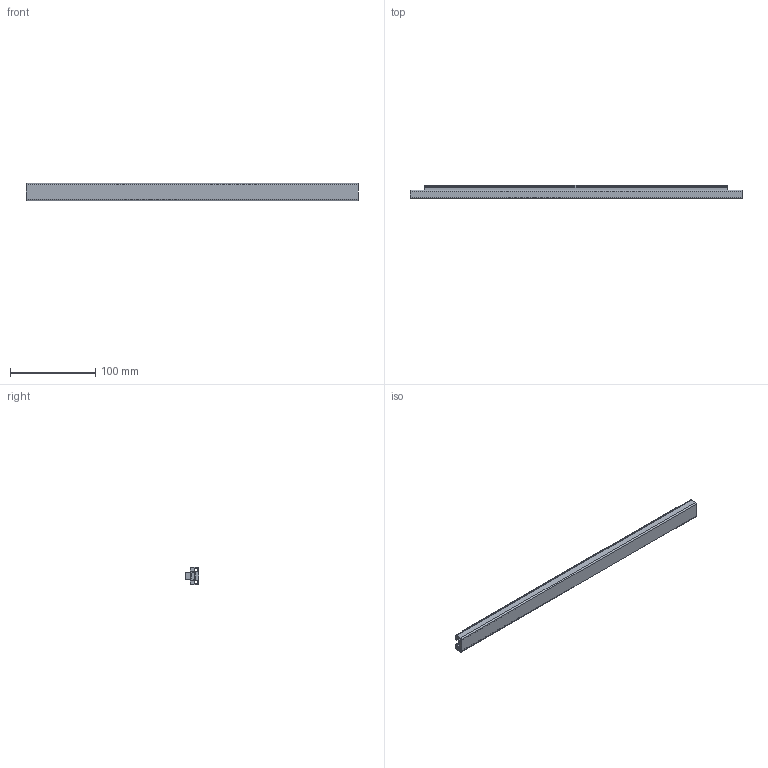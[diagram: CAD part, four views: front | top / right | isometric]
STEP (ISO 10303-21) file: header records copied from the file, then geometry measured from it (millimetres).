
FILE_DESCRIPTION(('FreeCAD Model'),'2;1');
FILE_NAME('Open CASCADE Shape Model','2025-10-20T07:50:36',(''),(''), 'Open CASCADE STEP processor 7.8','FreeCAD','Unknown');
FILE_SCHEMA(('AUTOMOTIVE_DESIGN { 1 0 10303 214 1 1 1 1 }'));
Length unit declared in the file: millimetre
Products named in the file (14): X轴线轨; 铝型材1020; 线轨组件001; MGN9线轨001; 内六角平圆头螺钉M3×009; 内六角平圆头螺钉M3×010; 内六角平圆头螺钉M3×011; T型螺母_欧标20型M044; T型螺母_欧标20型M045; T型螺母_欧标20型M046; T型螺母_欧标20型M047; 内六角平圆头螺钉M3×012; T型螺母_欧标20型M048; 内六角平圆头螺钉M3×013
Assembly tree (13 placements, depth 3):
  X轴线轨
    铝型材1020
    线轨组件001
      MGN9线轨001
      内六角平圆头螺钉M3×009
      内六角平圆头螺钉M3×010
      内六角平圆头螺钉M3×011
      T型螺母_欧标20型M044
      T型螺母_欧标20型M045
      T型螺母_欧标20型M046
      T型螺母_欧标20型M047
      内六角平圆头螺钉M3×012
      T型螺母_欧标20型M048
      内六角平圆头螺钉M3×013
Bounding box: 390 x 16 x 20 mm (x, y, z)
Volume: 64932 mm3; surface area: 53847.6 mm2
Topology: 12 solids, 12 shells, 446 faces, 1092 edges, 698 vertices
Faces by surface type: cylinder 200, plane 156, torus 60, sphere 10, cone 10, bspline 10
Entity records: 13890 total; most frequent: CARTESIAN_POINT 2660, DIRECTION 2442, ORIENTED_EDGE 2184, EDGE_CURVE 1092, AXIS2_PLACEMENT_3D 960, VERTEX_POINT 698, FACE_BOUND 524, EDGE_LOOP 524
